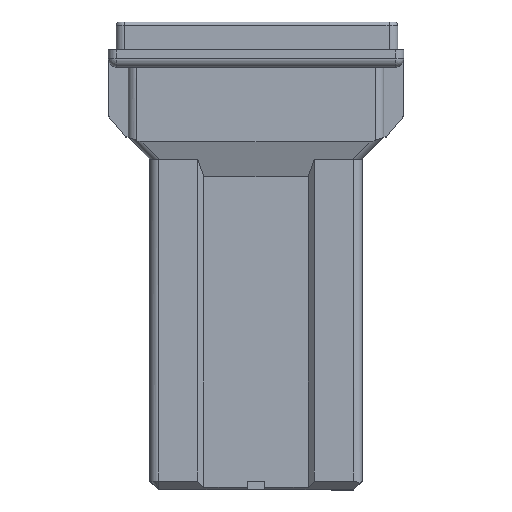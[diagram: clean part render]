
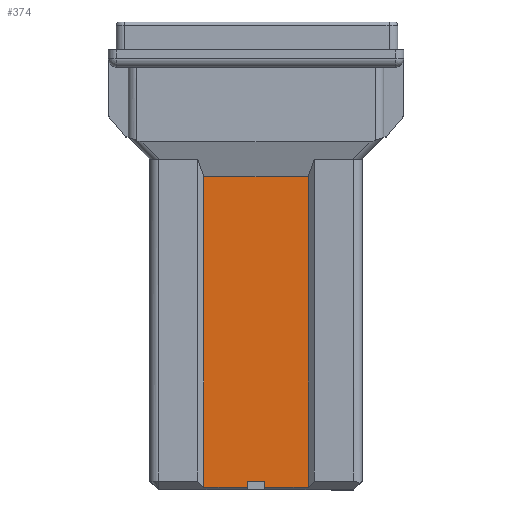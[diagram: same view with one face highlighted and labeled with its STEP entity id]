
A CAD part, top view. The second image highlights one B-rep face of the part: STEP entity #374.
In plain terms, the highlighted planar face has unit normal (0, 0, 1).
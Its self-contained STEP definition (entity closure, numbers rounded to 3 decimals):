
#374=ADVANCED_FACE('',(#884),#636,.F.);
#636=PLANE('',#5745);
#884=FACE_OUTER_BOUND('',#1173,.T.);
#1173=EDGE_LOOP('',(#3501,#3502,#3503,#3504,#3505,#3506,#3507,#3508));
#1493=LINE('',#7865,#2126);
#1651=LINE('',#8181,#2284);
#1657=LINE('',#8193,#2290);
#1709=LINE('',#8391,#2342);
#1736=LINE('',#8463,#2369);
#1762=LINE('',#8521,#2395);
#1763=LINE('',#8523,#2396);
#1764=LINE('',#8525,#2397);
#2126=VECTOR('',#6269,1.);
#2284=VECTOR('',#6545,1.);
#2290=VECTOR('',#6555,1.);
#2342=VECTOR('',#6737,1.);
#2369=VECTOR('',#6810,1.);
#2395=VECTOR('',#6874,1.);
#2396=VECTOR('',#6877,1.);
#2397=VECTOR('',#6878,1.);
#3501=ORIENTED_EDGE('',*,*,#5170,.F.);
#3502=ORIENTED_EDGE('',*,*,#5169,.F.);
#3503=ORIENTED_EDGE('',*,*,#5105,.F.);
#3504=ORIENTED_EDGE('',*,*,#4846,.F.);
#3505=ORIENTED_EDGE('',*,*,#5140,.F.);
#3506=ORIENTED_EDGE('',*,*,#5016,.T.);
#3507=ORIENTED_EDGE('',*,*,#5010,.T.);
#3508=ORIENTED_EDGE('',*,*,#5171,.T.);
#4312=VERTEX_POINT('',#7863);
#4314=VERTEX_POINT('',#7866);
#4409=VERTEX_POINT('',#8175);
#4412=VERTEX_POINT('',#8180);
#4416=VERTEX_POINT('',#8191);
#4470=VERTEX_POINT('',#8392);
#4496=VERTEX_POINT('',#8520);
#4497=VERTEX_POINT('',#8524);
#4846=EDGE_CURVE('',#4312,#4314,#1493,.T.);
#5010=EDGE_CURVE('',#4409,#4412,#1651,.T.);
#5016=EDGE_CURVE('',#4416,#4409,#1657,.T.);
#5105=EDGE_CURVE('',#4314,#4470,#1709,.T.);
#5140=EDGE_CURVE('',#4416,#4312,#1736,.T.);
#5169=EDGE_CURVE('',#4470,#4496,#1762,.T.);
#5170=EDGE_CURVE('',#4496,#4497,#1763,.T.);
#5171=EDGE_CURVE('',#4412,#4497,#1764,.T.);
#5745=AXIS2_PLACEMENT_3D('',#8526,#6879,#6880);
#6269=DIRECTION('',(0.,1.,0.));
#6545=DIRECTION('',(1.,0.,0.));
#6555=DIRECTION('',(0.,1.,0.));
#6737=DIRECTION('',(1.,0.,0.));
#6810=DIRECTION('',(-1.,0.,0.));
#6874=DIRECTION('',(0.,-1.,0.));
#6877=DIRECTION('',(-1.,0.,0.));
#6878=DIRECTION('',(0.,-1.,0.));
#6879=DIRECTION('',(0.,0.,-1.));
#6880=DIRECTION('',(-1.,0.,0.));
#7863=CARTESIAN_POINT('',(-3.,0.15,4.65));
#7865=CARTESIAN_POINT('',(-3.,0.15,4.65));
#7866=CARTESIAN_POINT('',(-3.,18.,4.65));
#8175=CARTESIAN_POINT('',(-0.5,0.5,4.65));
#8180=CARTESIAN_POINT('',(0.5,0.5,4.65));
#8181=CARTESIAN_POINT('',(-0.5,0.5,4.65));
#8191=CARTESIAN_POINT('',(-0.5,0.15,4.65));
#8193=CARTESIAN_POINT('',(-0.5,0.15,4.65));
#8391=CARTESIAN_POINT('',(-3.,18.,4.65));
#8392=CARTESIAN_POINT('',(3.,18.,4.65));
#8463=CARTESIAN_POINT('',(-0.5,0.15,4.65));
#8520=CARTESIAN_POINT('',(3.,0.15,4.65));
#8521=CARTESIAN_POINT('',(3.,18.,4.65));
#8523=CARTESIAN_POINT('',(3.,0.15,4.65));
#8524=CARTESIAN_POINT('',(0.5,0.15,4.65));
#8525=CARTESIAN_POINT('',(0.5,0.5,4.65));
#8526=CARTESIAN_POINT('',(0.,0.,4.65));
